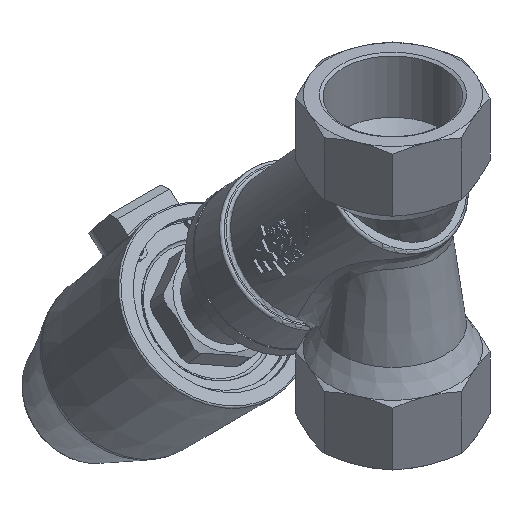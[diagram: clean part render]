
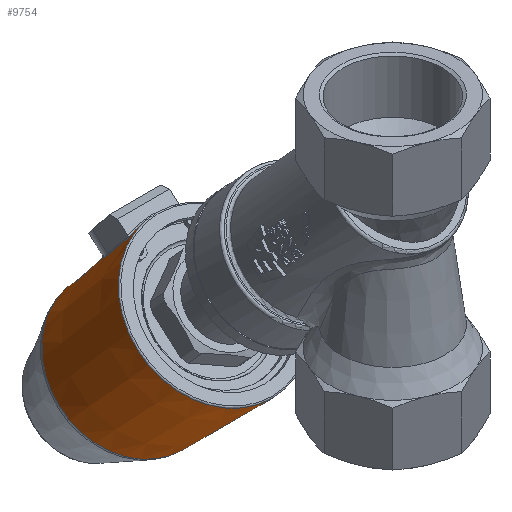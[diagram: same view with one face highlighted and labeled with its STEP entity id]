
A CAD part, isometric view. The second image highlights one B-rep face of the part: STEP entity #9754.
In plain terms, the highlighted conical face has half-angle 3 degrees and reference radius 29.163 mm.
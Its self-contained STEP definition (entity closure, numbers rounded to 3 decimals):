
#227=CONICAL_SURFACE('',#10789,29.163,0.052);
#658=B_SPLINE_CURVE_WITH_KNOTS('',3,(#22972,#22973,#22974,#22975),
 .UNSPECIFIED.,.F.,.F.,(4,4),(-1.856,-0.398),
 .UNSPECIFIED.);
#659=B_SPLINE_CURVE_WITH_KNOTS('',3,(#22977,#22978,#22979,#22980,#22981,
#22982,#22983),.UNSPECIFIED.,.F.,.F.,(4,1,1,1,4),(-1.517,-1.3,
-0.65,-0.433,0.),.UNSPECIFIED.);
#660=B_SPLINE_CURVE_WITH_KNOTS('',3,(#22992,#22993,#22994,#22995,#22996,
#22997,#22998),.UNSPECIFIED.,.F.,.F.,(4,1,1,1,4),(-3.034,-2.601,
-2.167,-1.734,-1.517),.UNSPECIFIED.);
#661=B_SPLINE_CURVE_WITH_KNOTS('',3,(#23000,#23001,#23002,#23003),
 .UNSPECIFIED.,.F.,.F.,(4,4),(-0.399,-0.391),
 .UNSPECIFIED.);
#951=CIRCLE('',#10785,30.472);
#952=CIRCLE('',#10786,30.472);
#953=CIRCLE('',#10787,30.472);
#955=CIRCLE('',#10790,30.318);
#956=CIRCLE('',#10791,27.86);
#957=CIRCLE('',#10792,27.86);
#958=CIRCLE('',#10793,27.86);
#959=CIRCLE('',#10794,30.318);
#1548=LINE('',#22968,#2072);
#1549=LINE('',#22985,#2073);
#2072=VECTOR('',#12995,29.163);
#2073=VECTOR('',#12998,29.163);
#2864=FACE_OUTER_BOUND('',#3457,.T.);
#3457=EDGE_LOOP('',(#8541,#8542,#8543,#8544,#8545,#8546,#8547,#8548,#8549,
#8550,#8551,#8552,#8553,#8554,#8555,#8556));
#4534=VERTEX_POINT('',#22958);
#4535=VERTEX_POINT('',#22960);
#4536=VERTEX_POINT('',#22962);
#4537=VERTEX_POINT('',#22967);
#4538=VERTEX_POINT('',#22969);
#4539=VERTEX_POINT('',#22971);
#4540=VERTEX_POINT('',#22976);
#4541=VERTEX_POINT('',#22984);
#4542=VERTEX_POINT('',#22986);
#4543=VERTEX_POINT('',#22988);
#4544=VERTEX_POINT('',#22991);
#4545=VERTEX_POINT('',#22999);
#5917=EDGE_CURVE('',#4534,#4535,#951,.T.);
#5918=EDGE_CURVE('',#4535,#4536,#952,.T.);
#5919=EDGE_CURVE('',#4536,#4534,#953,.T.);
#5921=EDGE_CURVE('',#4535,#4537,#1548,.T.);
#5922=EDGE_CURVE('',#4538,#4537,#955,.T.);
#5923=EDGE_CURVE('',#4539,#4538,#658,.T.);
#5924=EDGE_CURVE('',#4540,#4539,#659,.T.);
#5925=EDGE_CURVE('',#4540,#4541,#1549,.T.);
#5926=EDGE_CURVE('',#4542,#4541,#956,.T.);
#5927=EDGE_CURVE('',#4543,#4542,#957,.T.);
#5928=EDGE_CURVE('',#4541,#4543,#958,.T.);
#5929=EDGE_CURVE('',#4544,#4540,#660,.T.);
#5930=EDGE_CURVE('',#4545,#4544,#661,.T.);
#5931=EDGE_CURVE('',#4537,#4545,#959,.T.);
#8541=ORIENTED_EDGE('',*,*,#5919,.F.);
#8542=ORIENTED_EDGE('',*,*,#5918,.F.);
#8543=ORIENTED_EDGE('',*,*,#5921,.T.);
#8544=ORIENTED_EDGE('',*,*,#5922,.F.);
#8545=ORIENTED_EDGE('',*,*,#5923,.F.);
#8546=ORIENTED_EDGE('',*,*,#5924,.F.);
#8547=ORIENTED_EDGE('',*,*,#5925,.T.);
#8548=ORIENTED_EDGE('',*,*,#5926,.F.);
#8549=ORIENTED_EDGE('',*,*,#5927,.F.);
#8550=ORIENTED_EDGE('',*,*,#5928,.F.);
#8551=ORIENTED_EDGE('',*,*,#5925,.F.);
#8552=ORIENTED_EDGE('',*,*,#5929,.F.);
#8553=ORIENTED_EDGE('',*,*,#5930,.F.);
#8554=ORIENTED_EDGE('',*,*,#5931,.F.);
#8555=ORIENTED_EDGE('',*,*,#5921,.F.);
#8556=ORIENTED_EDGE('',*,*,#5917,.F.);
#9754=ADVANCED_FACE('',(#2864),#227,.T.);
#10785=AXIS2_PLACEMENT_3D('',#22961,#12985,#12986);
#10786=AXIS2_PLACEMENT_3D('',#22963,#12987,#12988);
#10787=AXIS2_PLACEMENT_3D('',#22964,#12989,#12990);
#10789=AXIS2_PLACEMENT_3D('',#22966,#12993,#12994);
#10790=AXIS2_PLACEMENT_3D('',#22970,#12996,#12997);
#10791=AXIS2_PLACEMENT_3D('',#22987,#12999,#13000);
#10792=AXIS2_PLACEMENT_3D('',#22989,#13001,#13002);
#10793=AXIS2_PLACEMENT_3D('',#22990,#13003,#13004);
#10794=AXIS2_PLACEMENT_3D('',#23004,#13005,#13006);
#12985=DIRECTION('center_axis',(0.,-1.,0.));
#12986=DIRECTION('ref_axis',(-1.,0.,0.));
#12987=DIRECTION('center_axis',(0.,-1.,0.));
#12988=DIRECTION('ref_axis',(-1.,0.,0.));
#12989=DIRECTION('center_axis',(0.,-1.,0.));
#12990=DIRECTION('ref_axis',(-1.,0.,0.));
#12993=DIRECTION('center_axis',(0.,-1.,0.));
#12994=DIRECTION('ref_axis',(1.,0.,0.));
#12995=DIRECTION('',(0.052,0.999,0.));
#12996=DIRECTION('center_axis',(0.,1.,0.));
#12997=DIRECTION('ref_axis',(-1.,0.,0.));
#12998=DIRECTION('',(0.052,0.999,0.));
#12999=DIRECTION('center_axis',(0.,1.,0.));
#13000=DIRECTION('ref_axis',(-1.,0.,0.));
#13001=DIRECTION('center_axis',(0.,1.,0.));
#13002=DIRECTION('ref_axis',(-1.,0.,0.));
#13003=DIRECTION('center_axis',(0.,1.,0.));
#13004=DIRECTION('ref_axis',(-1.,0.,0.));
#13005=DIRECTION('center_axis',(0.,1.,0.));
#13006=DIRECTION('ref_axis',(-1.,0.,0.));
#22958=CARTESIAN_POINT('',(0.,-6.288,30.472));
#22960=CARTESIAN_POINT('',(-30.472,-6.288,0.));
#22961=CARTESIAN_POINT('Origin',(0.,-6.288,0.));
#22962=CARTESIAN_POINT('',(30.472,-6.288,0.));
#22963=CARTESIAN_POINT('Origin',(0.,-6.288,0.));
#22964=CARTESIAN_POINT('Origin',(0.,-6.288,0.));
#22966=CARTESIAN_POINT('Origin',(0.,18.691,0.));
#22967=CARTESIAN_POINT('',(-30.318,-3.341,0.));
#22968=CARTESIAN_POINT('',(-29.163,18.691,0.));
#22969=CARTESIAN_POINT('',(-28.403,-3.341,-10.603));
#22970=CARTESIAN_POINT('Origin',(0.,-3.341,0.));
#22971=CARTESIAN_POINT('',(-27.877,11.204,-9.819));
#22972=CARTESIAN_POINT('Ctrl Pts',(-27.877,11.204,-9.819));
#22973=CARTESIAN_POINT('Ctrl Pts',(-28.054,6.356,-10.081));
#22974=CARTESIAN_POINT('Ctrl Pts',(-28.23,1.507,-10.342));
#22975=CARTESIAN_POINT('Ctrl Pts',(-28.403,-3.341,-10.603));
#22976=CARTESIAN_POINT('',(-29.06,20.659,0.));
#22977=CARTESIAN_POINT('Ctrl Pts',(-29.06,20.659,0.));
#22978=CARTESIAN_POINT('Ctrl Pts',(-29.06,20.659,-0.713));
#22979=CARTESIAN_POINT('Ctrl Pts',(-28.977,20.347,-3.561));
#22980=CARTESIAN_POINT('Ctrl Pts',(-28.439,18.4,-6.746));
#22981=CARTESIAN_POINT('Ctrl Pts',(-27.918,14.782,-9.152));
#22982=CARTESIAN_POINT('Ctrl Pts',(-27.824,12.645,-9.742));
#22983=CARTESIAN_POINT('Ctrl Pts',(-27.877,11.204,-9.819));
#22984=CARTESIAN_POINT('',(-27.86,43.562,0.));
#22985=CARTESIAN_POINT('',(-29.163,18.691,0.));
#22986=CARTESIAN_POINT('',(27.86,43.562,0.));
#22987=CARTESIAN_POINT('Origin',(0.,43.562,0.));
#22988=CARTESIAN_POINT('',(0.,43.562,27.86));
#22989=CARTESIAN_POINT('Origin',(0.,43.562,0.));
#22990=CARTESIAN_POINT('Origin',(0.,43.562,0.));
#22991=CARTESIAN_POINT('',(-27.877,11.204,9.819));
#22992=CARTESIAN_POINT('Ctrl Pts',(-27.877,11.204,9.819));
#22993=CARTESIAN_POINT('Ctrl Pts',(-27.824,12.645,9.742));
#22994=CARTESIAN_POINT('Ctrl Pts',(-27.953,15.503,8.955));
#22995=CARTESIAN_POINT('Ctrl Pts',(-28.572,18.863,6.149));
#22996=CARTESIAN_POINT('Ctrl Pts',(-28.995,20.424,2.848));
#22997=CARTESIAN_POINT('Ctrl Pts',(-29.06,20.658,0.711));
#22998=CARTESIAN_POINT('Ctrl Pts',(-29.06,20.659,0.));
#22999=CARTESIAN_POINT('',(-28.403,-3.341,10.603));
#23000=CARTESIAN_POINT('Ctrl Pts',(-28.403,-3.341,
10.603));
#23001=CARTESIAN_POINT('Ctrl Pts',(-28.228,1.552,10.34));
#23002=CARTESIAN_POINT('Ctrl Pts',(-28.053,6.4,10.078));
#23003=CARTESIAN_POINT('Ctrl Pts',(-27.877,11.204,9.819));
#23004=CARTESIAN_POINT('Origin',(0.,-3.341,0.));
